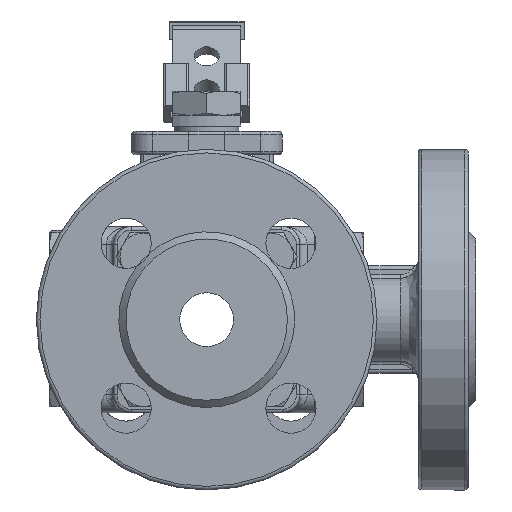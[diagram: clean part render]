
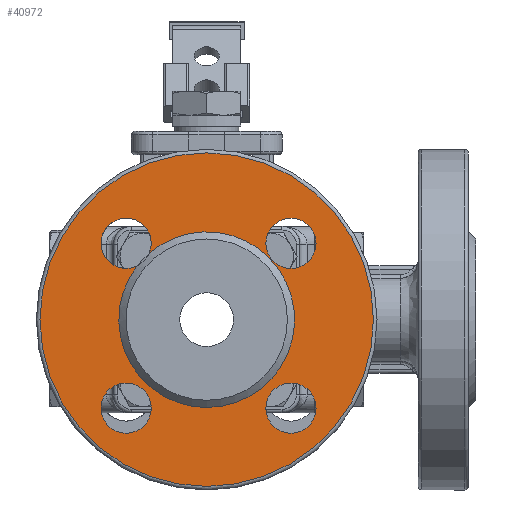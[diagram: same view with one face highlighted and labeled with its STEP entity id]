
A CAD part, left-side view. The second image highlights one B-rep face of the part: STEP entity #40972.
In plain terms, the highlighted planar face has unit normal (-1, 0, 0).
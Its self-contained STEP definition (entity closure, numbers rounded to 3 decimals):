
#40868=CARTESIAN_POINT('',(-73.,0.,-46.5));
#40869=VERTEX_POINT('',#40868);
#40870=CARTESIAN_POINT('',(-73.,0.,0.));
#40871=DIRECTION('',(1.0,0.0,0.0));
#40872=DIRECTION('',(0.0,0.0,1.0));
#40873=AXIS2_PLACEMENT_3D('',#40870,#40871,#40872);
#40874=CIRCLE('',#40873,46.5);
#40875=EDGE_CURVE('',#40869,#40869,#40874,.T.);
#40911=CARTESIAN_POINT('',(-73.,0.,-36.));
#40912=DIRECTION('',(-1.0,0.0,0.0));
#40913=DIRECTION('',(0.0,1.0,0.0));
#40914=AXIS2_PLACEMENT_3D('',#40911,#40912,#40913);
#40915=PLANE('',#40914);
#40916=ORIENTED_EDGE('',*,*,#40875,.F.);
#40917=EDGE_LOOP('',(#40916));
#40918=FACE_OUTER_BOUND('',#40917,.T.);
#40919=CARTESIAN_POINT('',(-73.,-16.497,-24.669));
#40920=VERTEX_POINT('',#40919);
#40921=CARTESIAN_POINT('',(-73.,-23.497,-24.669));
#40922=DIRECTION('',(1.0,0.0,0.0));
#40923=DIRECTION('',(0.0,1.0,0.0));
#40924=AXIS2_PLACEMENT_3D('',#40921,#40922,#40923);
#40925=CIRCLE('',#40924,7.);
#40926=EDGE_CURVE('',#40920,#40920,#40925,.T.);
#40927=ORIENTED_EDGE('',*,*,#40926,.T.);
#40928=EDGE_LOOP('',(#40927));
#40929=FACE_BOUND('',#40928,.T.);
#40930=CARTESIAN_POINT('',(-73.,29.465,-24.669));
#40931=VERTEX_POINT('',#40930);
#40932=CARTESIAN_POINT('',(-73.,22.465,-24.669));
#40933=DIRECTION('',(1.0,0.0,0.0));
#40934=DIRECTION('',(0.0,1.0,0.0));
#40935=AXIS2_PLACEMENT_3D('',#40932,#40933,#40934);
#40936=CIRCLE('',#40935,7.);
#40937=EDGE_CURVE('',#40931,#40931,#40936,.T.);
#40938=ORIENTED_EDGE('',*,*,#40937,.T.);
#40939=EDGE_LOOP('',(#40938));
#40940=FACE_BOUND('',#40939,.T.);
#40941=CARTESIAN_POINT('',(-73.,-16.497,21.293));
#40942=VERTEX_POINT('',#40941);
#40943=CARTESIAN_POINT('',(-73.,-23.497,21.293));
#40944=DIRECTION('',(1.0,0.0,0.0));
#40945=DIRECTION('',(0.0,1.0,0.0));
#40946=AXIS2_PLACEMENT_3D('',#40943,#40944,#40945);
#40947=CIRCLE('',#40946,7.);
#40948=EDGE_CURVE('',#40942,#40942,#40947,.T.);
#40949=ORIENTED_EDGE('',*,*,#40948,.T.);
#40950=EDGE_LOOP('',(#40949));
#40951=FACE_BOUND('',#40950,.T.);
#40952=CARTESIAN_POINT('',(-73.,19.355,15.021));
#40953=VERTEX_POINT('',#40952);
#40954=CARTESIAN_POINT('',(-73.,16.036,18.523));
#40955=VERTEX_POINT('',#40954);
#40956=CARTESIAN_POINT('',(-73.,22.465,21.293));
#40957=DIRECTION('',(1.0,0.0,0.0));
#40958=DIRECTION('',(0.0,1.0,0.0));
#40959=AXIS2_PLACEMENT_3D('',#40956,#40957,#40958);
#40960=CIRCLE('',#40959,7.);
#40961=EDGE_CURVE('',#40953,#40955,#40960,.T.);
#40962=ORIENTED_EDGE('',*,*,#40961,.T.);
#40963=CARTESIAN_POINT('',(-73.,0.,0.));
#40964=DIRECTION('',(1.0,0.0,0.0));
#40965=DIRECTION('',(0.0,0.0,-1.0));
#40966=AXIS2_PLACEMENT_3D('',#40963,#40964,#40965);
#40967=CIRCLE('',#40966,24.5);
#40968=EDGE_CURVE('',#40955,#40953,#40967,.T.);
#40969=ORIENTED_EDGE('',*,*,#40968,.T.);
#40970=EDGE_LOOP('',(#40962,#40969));
#40971=FACE_BOUND('',#40970,.T.);
#40972=ADVANCED_FACE('',(#40918,#40929,#40940,#40951,#40971),#40915,.T.);
